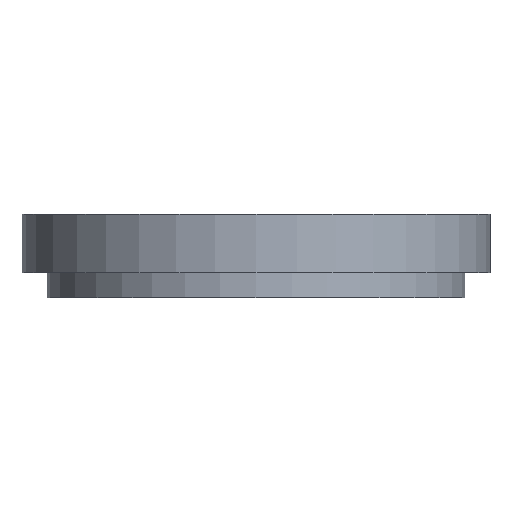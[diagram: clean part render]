
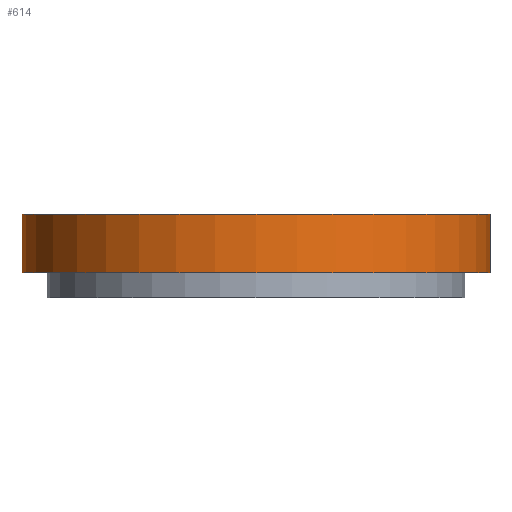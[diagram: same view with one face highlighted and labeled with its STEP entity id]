
A CAD part, front view. The second image highlights one B-rep face of the part: STEP entity #614.
In plain terms, the highlighted cylindrical face has radius 28 mm (diameter 56 mm), a partial arc.
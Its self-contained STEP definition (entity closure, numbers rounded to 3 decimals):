
#102 = CIRCLE ( 'NONE', #682, 28. ) ;
#115 = CYLINDRICAL_SURFACE ( 'NONE', #793, 28. ) ;
#119 = CARTESIAN_POINT ( 'NONE',  ( 28., 0., 7. ) ) ;
#129 = CARTESIAN_POINT ( 'NONE',  ( 0., 0., 7. ) ) ;
#195 = VERTEX_POINT ( 'NONE', #239 ) ;
#204 = DIRECTION ( 'NONE',  ( 0., 0., -1. ) ) ;
#217 = VERTEX_POINT ( 'NONE', #425 ) ;
#233 = EDGE_CURVE ( 'NONE', #195, #339, #102, .T. ) ;
#239 = CARTESIAN_POINT ( 'NONE',  ( -28., 0., 0. ) ) ;
#289 = CARTESIAN_POINT ( 'NONE',  ( 0., 0., 7. ) ) ;
#305 = DIRECTION ( 'NONE',  ( -1., 0., 0. ) ) ;
#335 = FACE_OUTER_BOUND ( 'NONE', #788, .T. ) ;
#339 = VERTEX_POINT ( 'NONE', #446 ) ;
#343 = CARTESIAN_POINT ( 'NONE',  ( -28., 0., 7. ) ) ;
#352 = VERTEX_POINT ( 'NONE', #1142 ) ;
#374 = EDGE_CURVE ( 'NONE', #352, #339, #759, .T. ) ;
#425 = CARTESIAN_POINT ( 'NONE',  ( -28., 0., 7. ) ) ;
#446 = CARTESIAN_POINT ( 'NONE',  ( 28., 0., 0. ) ) ;
#506 = ORIENTED_EDGE ( 'NONE', *, *, #374, .F. ) ;
#509 = CARTESIAN_POINT ( 'NONE',  ( 0., 0., 0. ) ) ;
#593 = DIRECTION ( 'NONE',  ( 0., 0., 1. ) ) ;
#614 = ADVANCED_FACE ( 'NONE', ( #335 ), #115, .T. ) ;
#641 = DIRECTION ( 'NONE',  ( 0., 0., 1. ) ) ;
#646 = DIRECTION ( 'NONE',  ( 1., 0., 0. ) ) ;
#659 = DIRECTION ( 'NONE',  ( 0., 0., -1. ) ) ;
#682 = AXIS2_PLACEMENT_3D ( 'NONE', #509, #593, #1036 ) ;
#759 = LINE ( 'NONE', #119, #1014 ) ;
#788 = EDGE_LOOP ( 'NONE', ( #506, #980, #898, #924 ) ) ;
#793 = AXIS2_PLACEMENT_3D ( 'NONE', #129, #659, #305 ) ;
#806 = EDGE_CURVE ( 'NONE', #217, #195, #1011, .T. ) ;
#858 = DIRECTION ( 'NONE',  ( 0., 0., -1. ) ) ;
#898 = ORIENTED_EDGE ( 'NONE', *, *, #806, .T. ) ;
#924 = ORIENTED_EDGE ( 'NONE', *, *, #233, .T. ) ;
#980 = ORIENTED_EDGE ( 'NONE', *, *, #1019, .F. ) ;
#1011 = LINE ( 'NONE', #343, #1138 ) ;
#1014 = VECTOR ( 'NONE', #204, 1000. ) ;
#1019 = EDGE_CURVE ( 'NONE', #217, #352, #1024, .T. ) ;
#1020 = AXIS2_PLACEMENT_3D ( 'NONE', #289, #641, #646 ) ;
#1024 = CIRCLE ( 'NONE', #1020, 28. ) ;
#1036 = DIRECTION ( 'NONE',  ( 1., 0., 0. ) ) ;
#1138 = VECTOR ( 'NONE', #858, 1000. ) ;
#1142 = CARTESIAN_POINT ( 'NONE',  ( 28., 0., 7. ) ) ;
